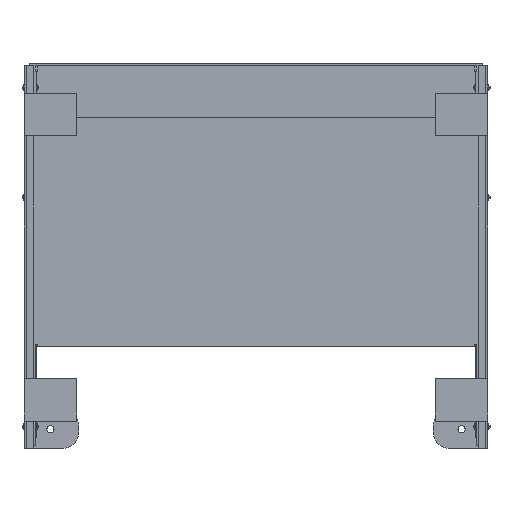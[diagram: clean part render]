
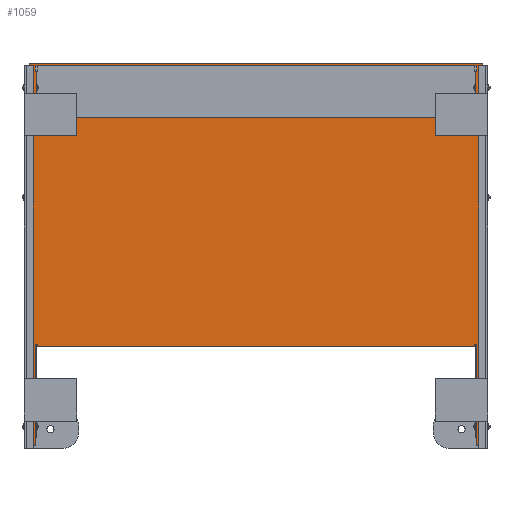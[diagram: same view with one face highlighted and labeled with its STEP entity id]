
A CAD part, front view. The second image highlights one B-rep face of the part: STEP entity #1059.
In plain terms, the highlighted planar face has unit normal (0, -1, 0).
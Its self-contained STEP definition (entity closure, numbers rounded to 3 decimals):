
#1059=ADVANCED_FACE('',(#2374,#2375),#2376,.F.);
#2374=FACE_OUTER_BOUND('',#3897,.T.);
#2375=FACE_BOUND('',#3898,.T.);
#2376=PLANE('',#3899);
#3897=EDGE_LOOP('',(#7015,#7016,#7017,#7018,#7019,#7020,#7021,#7022,#7023,#7024,#7025,#7026,#7027,#7028,#7029,#7030));
#3898=EDGE_LOOP('',(#7031,#7032,#7033,#7034,#7035,#7036,#7037,#7038,#7039,#7040,#7041,#7042,#7043,#7044,#7045,#7046));
#3899=AXIS2_PLACEMENT_3D('',#7047,#7048,#7049);
#7015=ORIENTED_EDGE('',*,*,#10028,.F.);
#7016=ORIENTED_EDGE('',*,*,#10037,.T.);
#7017=ORIENTED_EDGE('',*,*,#10024,.T.);
#7018=ORIENTED_EDGE('',*,*,#10161,.F.);
#7019=ORIENTED_EDGE('',*,*,#10162,.F.);
#7020=ORIENTED_EDGE('',*,*,#10163,.F.);
#7021=ORIENTED_EDGE('',*,*,#10164,.F.);
#7022=ORIENTED_EDGE('',*,*,#10165,.T.);
#7023=ORIENTED_EDGE('',*,*,#10078,.F.);
#7024=ORIENTED_EDGE('',*,*,#10096,.T.);
#7025=ORIENTED_EDGE('',*,*,#10089,.T.);
#7026=ORIENTED_EDGE('',*,*,#10102,.T.);
#7027=ORIENTED_EDGE('',*,*,#10166,.T.);
#7028=ORIENTED_EDGE('',*,*,#10118,.F.);
#7029=ORIENTED_EDGE('',*,*,#10167,.F.);
#7030=ORIENTED_EDGE('',*,*,#10040,.T.);
#7031=ORIENTED_EDGE('',*,*,#10048,.T.);
#7032=ORIENTED_EDGE('',*,*,#10071,.F.);
#7033=ORIENTED_EDGE('',*,*,#10168,.T.);
#7034=ORIENTED_EDGE('',*,*,#10105,.T.);
#7035=ORIENTED_EDGE('',*,*,#10169,.F.);
#7036=ORIENTED_EDGE('',*,*,#10082,.F.);
#7037=ORIENTED_EDGE('',*,*,#10170,.T.);
#7038=ORIENTED_EDGE('',*,*,#10150,.T.);
#7039=ORIENTED_EDGE('',*,*,#10159,.F.);
#7040=ORIENTED_EDGE('',*,*,#10171,.F.);
#7041=ORIENTED_EDGE('',*,*,#10172,.F.);
#7042=ORIENTED_EDGE('',*,*,#10020,.T.);
#7043=ORIENTED_EDGE('',*,*,#10173,.T.);
#7044=ORIENTED_EDGE('',*,*,#10174,.T.);
#7045=ORIENTED_EDGE('',*,*,#10175,.F.);
#7046=ORIENTED_EDGE('',*,*,#10015,.T.);
#7047=CARTESIAN_POINT('',(200.0,-43.3,-31.5));
#7048=DIRECTION('',(0.0,1.0,0.));
#7049=DIRECTION('',(0.0,0.,1.0));
#10015=EDGE_CURVE('',#12317,#12324,#12326,.T.);
#10020=EDGE_CURVE('',#12329,#12333,#12335,.T.);
#10024=EDGE_CURVE('',#12341,#12339,#12342,.T.);
#10028=EDGE_CURVE('',#12347,#12348,#12349,.T.);
#10037=EDGE_CURVE('',#12347,#12341,#12361,.T.);
#10040=EDGE_CURVE('',#12364,#12348,#12365,.T.);
#10048=EDGE_CURVE('',#12324,#12376,#12378,.T.);
#10071=EDGE_CURVE('',#12401,#12376,#12403,.T.);
#10078=EDGE_CURVE('',#12412,#12414,#12415,.T.);
#10082=EDGE_CURVE('',#12418,#12421,#12422,.T.);
#10089=EDGE_CURVE('',#12434,#12432,#12435,.T.);
#10096=EDGE_CURVE('',#12412,#12434,#12442,.T.);
#10102=EDGE_CURVE('',#12432,#12449,#12451,.T.);
#10105=EDGE_CURVE('',#12456,#12454,#12457,.T.);
#10118=EDGE_CURVE('',#12478,#12480,#12481,.T.);
#10150=EDGE_CURVE('',#12528,#12525,#12529,.T.);
#10159=EDGE_CURVE('',#12541,#12525,#12543,.T.);
#10161=EDGE_CURVE('',#12545,#12339,#12546,.T.);
#10162=EDGE_CURVE('',#12547,#12545,#12548,.T.);
#10163=EDGE_CURVE('',#12549,#12547,#12550,.T.);
#10164=EDGE_CURVE('',#12551,#12549,#12552,.T.);
#10165=EDGE_CURVE('',#12551,#12414,#12553,.T.);
#10166=EDGE_CURVE('',#12449,#12480,#12554,.T.);
#10167=EDGE_CURVE('',#12364,#12478,#12555,.T.);
#10168=EDGE_CURVE('',#12401,#12456,#12556,.T.);
#10169=EDGE_CURVE('',#12421,#12454,#12557,.T.);
#10170=EDGE_CURVE('',#12418,#12528,#12558,.T.);
#10171=EDGE_CURVE('',#12559,#12541,#12560,.T.);
#10172=EDGE_CURVE('',#12329,#12559,#12561,.T.);
#10173=EDGE_CURVE('',#12333,#12562,#12563,.T.);
#10174=EDGE_CURVE('',#12562,#12564,#12565,.T.);
#10175=EDGE_CURVE('',#12317,#12564,#12566,.T.);
#12317=VERTEX_POINT('',#15411);
#12324=VERTEX_POINT('',#15421);
#12326=LINE('',#15424,#15425);
#12329=VERTEX_POINT('',#15428);
#12333=VERTEX_POINT('',#15434);
#12335=LINE('',#15437,#15438);
#12339=VERTEX_POINT('',#15443);
#12341=VERTEX_POINT('',#15446);
#12342=LINE('',#15447,#15448);
#12347=VERTEX_POINT('',#15455);
#12348=VERTEX_POINT('',#15456);
#12349=LINE('',#15457,#15458);
#12361=LINE('',#15476,#15477);
#12364=VERTEX_POINT('',#15481);
#12365=LINE('',#15482,#15483);
#12376=VERTEX_POINT('',#15499);
#12378=LINE('',#15502,#15503);
#12401=VERTEX_POINT('',#15526);
#12403=LINE('',#15529,#15530);
#12412=VERTEX_POINT('',#15543);
#12414=VERTEX_POINT('',#15546);
#12415=LINE('',#15547,#15548);
#12418=VERTEX_POINT('',#15552);
#12421=VERTEX_POINT('',#15556);
#12422=LINE('',#15557,#15558);
#12432=VERTEX_POINT('',#15572);
#12434=VERTEX_POINT('',#15575);
#12435=LINE('',#15576,#15577);
#12442=LINE('',#15587,#15588);
#12449=VERTEX_POINT('',#15598);
#12451=LINE('',#15601,#15602);
#12454=VERTEX_POINT('',#15605);
#12456=VERTEX_POINT('',#15608);
#12457=LINE('',#15609,#15610);
#12478=VERTEX_POINT('',#15640);
#12480=VERTEX_POINT('',#15643);
#12481=LINE('',#15644,#15645);
#12525=VERTEX_POINT('',#15712);
#12528=VERTEX_POINT('',#15716);
#12529=LINE('',#15717,#15718);
#12541=VERTEX_POINT('',#15736);
#12543=LINE('',#15739,#15740);
#12545=VERTEX_POINT('',#15742);
#12546=LINE('',#15743,#15744);
#12547=VERTEX_POINT('',#15745);
#12548=LINE('',#15746,#15747);
#12549=VERTEX_POINT('',#15748);
#12550=LINE('',#15749,#15750);
#12551=VERTEX_POINT('',#15751);
#12552=LINE('',#15752,#15753);
#12553=LINE('',#15754,#15755);
#12554=LINE('',#15756,#15757);
#12555=LINE('',#15758,#15759);
#12556=LINE('',#15760,#15761);
#12557=LINE('',#15762,#15763);
#12558=LINE('',#15764,#15765);
#12559=VERTEX_POINT('',#15766);
#12560=LINE('',#15767,#15768);
#12561=LINE('',#15769,#15770);
#12562=VERTEX_POINT('',#15771);
#12563=LINE('',#15772,#15773);
#12564=VERTEX_POINT('',#15774);
#12565=LINE('',#15775,#15776);
#12566=LINE('',#15777,#15778);
#15411=CARTESIAN_POINT('',(-202.0,-43.3,12.5));
#15421=CARTESIAN_POINT('',(-202.0,-43.3,17.5));
#15424=CARTESIAN_POINT('',(-202.0,-43.3,-329.5));
#15425=VECTOR('',#18243,347.0);
#15428=CARTESIAN_POINT('',(-202.0,-43.3,-31.5));
#15434=CARTESIAN_POINT('',(-202.0,-43.3,-25.5));
#15437=CARTESIAN_POINT('',(-202.0,-43.3,-329.5));
#15438=VECTOR('',#18247,347.0);
#15443=CARTESIAN_POINT('',(-202.0,-43.3,-237.5));
#15446=CARTESIAN_POINT('',(-202.0,-43.3,-329.5));
#15447=CARTESIAN_POINT('',(-202.0,-43.3,-329.5));
#15448=VECTOR('',#18250,347.0);
#15455=CARTESIAN_POINT('',(-206.0,-43.3,-329.5));
#15456=CARTESIAN_POINT('',(-206.0,-43.3,17.5));
#15457=CARTESIAN_POINT('',(-206.0,-43.3,-329.5));
#15458=VECTOR('',#18253,347.0);
#15476=CARTESIAN_POINT('',(-206.0,-43.3,-329.5));
#15477=VECTOR('',#18260,4.0);
#15481=CARTESIAN_POINT('',(-207.0,-43.3,17.5));
#15482=CARTESIAN_POINT('',(-207.0,-43.3,17.5));
#15483=VECTOR('',#18262,10.0);
#15499=CARTESIAN_POINT('',(202.0,-43.3,17.5));
#15502=CARTESIAN_POINT('',(-207.0,-43.3,17.5));
#15503=VECTOR('',#18269,10.0);
#15526=CARTESIAN_POINT('',(202.0,-43.3,12.5));
#15529=CARTESIAN_POINT('',(202.0,-43.3,-329.5));
#15530=VECTOR('',#18301,347.0);
#15543=CARTESIAN_POINT('',(202.0,-43.3,-329.5));
#15546=CARTESIAN_POINT('',(202.0,-43.3,-237.5));
#15547=CARTESIAN_POINT('',(202.0,-43.3,-329.5));
#15548=VECTOR('',#18307,347.0);
#15552=CARTESIAN_POINT('',(202.0,-43.3,-31.5));
#15556=CARTESIAN_POINT('',(202.0,-43.3,-25.5));
#15557=CARTESIAN_POINT('',(202.0,-43.3,-329.5));
#15558=VECTOR('',#18310,347.0);
#15572=CARTESIAN_POINT('',(206.0,-43.3,17.5));
#15575=CARTESIAN_POINT('',(206.0,-43.3,-329.5));
#15576=CARTESIAN_POINT('',(206.0,-43.3,-329.5));
#15577=VECTOR('',#18316,347.0);
#15587=CARTESIAN_POINT('',(202.0,-43.3,-329.5));
#15588=VECTOR('',#18323,4.0);
#15598=CARTESIAN_POINT('',(207.0,-43.3,17.5));
#15601=CARTESIAN_POINT('',(-207.0,-43.3,17.5));
#15602=VECTOR('',#18328,10.0);
#15605=CARTESIAN_POINT('',(201.0,-43.3,-25.5));
#15608=CARTESIAN_POINT('',(201.0,-43.3,12.5));
#15609=CARTESIAN_POINT('',(201.0,-43.3,12.5));
#15610=VECTOR('',#18330,38.0);
#15640=CARTESIAN_POINT('',(-207.0,-43.3,19.5));
#15643=CARTESIAN_POINT('',(207.0,-43.3,19.5));
#15644=CARTESIAN_POINT('',(-207.0,-43.3,19.5));
#15645=VECTOR('',#18344,10.0);
#15712=CARTESIAN_POINT('',(200.0,-43.3,-29.5));
#15716=CARTESIAN_POINT('',(200.0,-43.3,-31.5));
#15717=CARTESIAN_POINT('',(200.0,-43.3,-31.5));
#15718=VECTOR('',#18369,2.0);
#15736=CARTESIAN_POINT('',(-200.0,-43.3,-29.5));
#15739=CARTESIAN_POINT('',(-200.0,-43.3,-29.5));
#15740=VECTOR('',#18377,400.0);
#15742=CARTESIAN_POINT('',(-200.0,-43.3,-237.5));
#15743=CARTESIAN_POINT('',(-200.0,-43.3,-237.5));
#15744=VECTOR('',#18378,2.0);
#15745=CARTESIAN_POINT('',(-200.0,-43.3,-239.5));
#15746=CARTESIAN_POINT('',(-200.0,-43.3,-239.5));
#15747=VECTOR('',#18379,2.0);
#15748=CARTESIAN_POINT('',(200.0,-43.3,-239.5));
#15749=CARTESIAN_POINT('',(200.0,-43.3,-239.5));
#15750=VECTOR('',#18380,400.0);
#15751=CARTESIAN_POINT('',(200.0,-43.3,-237.5));
#15752=CARTESIAN_POINT('',(200.0,-43.3,-237.5));
#15753=VECTOR('',#18381,2.0);
#15754=CARTESIAN_POINT('',(200.0,-43.3,-237.5));
#15755=VECTOR('',#18382,2.0);
#15756=CARTESIAN_POINT('',(207.0,-43.3,19.0));
#15757=VECTOR('',#18383,10.0);
#15758=CARTESIAN_POINT('',(-207.0,-43.3,17.5));
#15759=VECTOR('',#18384,10.0);
#15760=CARTESIAN_POINT('',(202.0,-43.3,12.5));
#15761=VECTOR('',#18385,1.0);
#15762=CARTESIAN_POINT('',(202.0,-43.3,-25.5));
#15763=VECTOR('',#18386,1.0);
#15764=CARTESIAN_POINT('',(202.0,-43.3,-31.5));
#15765=VECTOR('',#18387,2.0);
#15766=CARTESIAN_POINT('',(-200.0,-43.3,-31.5));
#15767=CARTESIAN_POINT('',(-200.0,-43.3,-31.5));
#15768=VECTOR('',#18388,2.);
#15769=CARTESIAN_POINT('',(-202.0,-43.3,-31.5));
#15770=VECTOR('',#18389,2.0);
#15771=CARTESIAN_POINT('',(-201.0,-43.3,-25.5));
#15772=CARTESIAN_POINT('',(-202.0,-43.3,-25.5));
#15773=VECTOR('',#18390,1.0);
#15774=CARTESIAN_POINT('',(-201.0,-43.3,12.5));
#15775=CARTESIAN_POINT('',(-201.0,-43.3,-25.5));
#15776=VECTOR('',#18391,38.0);
#15777=CARTESIAN_POINT('',(-202.0,-43.3,12.5));
#15778=VECTOR('',#18392,1.0);
#18243=DIRECTION('',(0.0,0.,1.0));
#18247=DIRECTION('',(0.0,0.,1.0));
#18250=DIRECTION('',(0.0,0.,1.0));
#18253=DIRECTION('',(0.0,0.,1.0));
#18260=DIRECTION('',(1.0,0.0,0.0));
#18262=DIRECTION('',(1.0,0.0,0.0));
#18269=DIRECTION('',(1.0,0.0,0.0));
#18301=DIRECTION('',(0.0,0.,1.0));
#18307=DIRECTION('',(0.0,0.,1.0));
#18310=DIRECTION('',(0.0,0.,1.0));
#18316=DIRECTION('',(0.0,0.,1.0));
#18323=DIRECTION('',(1.0,0.0,0.0));
#18328=DIRECTION('',(1.0,0.0,0.0));
#18330=DIRECTION('',(0.0,0.,-1.0));
#18344=DIRECTION('',(1.0,0.0,0.0));
#18369=DIRECTION('',(0.0,0.,1.0));
#18377=DIRECTION('',(1.0,0.0,0.0));
#18378=DIRECTION('',(-1.0,0.0,0.0));
#18379=DIRECTION('',(0.0,0.,1.0));
#18380=DIRECTION('',(-1.0,0.0,0.0));
#18381=DIRECTION('',(0.0,0.,-1.0));
#18382=DIRECTION('',(1.0,0.0,0.0));
#18383=DIRECTION('',(0.0,0.,1.0));
#18384=DIRECTION('',(0.0,0.,1.0));
#18385=DIRECTION('',(-1.0,0.0,0.0));
#18386=DIRECTION('',(-1.0,0.0,0.0));
#18387=DIRECTION('',(-1.0,0.0,0.0));
#18388=DIRECTION('',(0.0,0.,1.0));
#18389=DIRECTION('',(1.0,0.,0.));
#18390=DIRECTION('',(1.0,0.0,0.0));
#18391=DIRECTION('',(0.0,0.,1.0));
#18392=DIRECTION('',(1.0,0.0,0.0));
